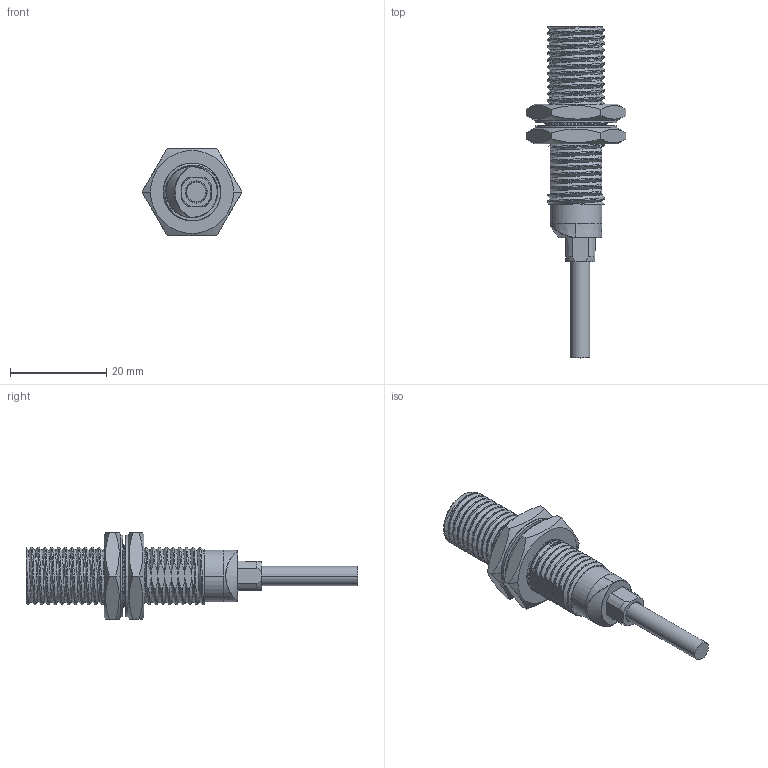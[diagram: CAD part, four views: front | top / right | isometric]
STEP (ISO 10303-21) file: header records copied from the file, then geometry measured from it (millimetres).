
FILE_DESCRIPTION((''),'2;1');
FILE_NAME('TLF12-04','2022-03-25T',('EDY'),(''),'CREO PARAMETRIC BY PTC INC, 2018070','CREO PARAMETRIC BY PTC INC, 2018070','');
FILE_SCHEMA(('CONFIG_CONTROL_DESIGN'));
Length unit declared in the file: millimetre
Products named in the file (1): TLF12-04
Bounding box: 20.78 x 69 x 18 mm (x, y, z)
Volume: 5930.4 mm3; surface area: 4936.8 mm2
Topology: 2 solids, 6 shells, 760 faces, 2084 edges, 1323 vertices
Faces by surface type: plane 505, cylinder 151, cone 48, bspline 41, torus 13, sphere 2
Entity records: 36109 total; most frequent: CARTESIAN_POINT 17497, ORIENTED_EDGE 4166, DIRECTION 3412, EDGE_CURVE 2083, VERTEX_POINT 1323, VECTOR 1308, LINE 1308, AXIS2_PLACEMENT_3D 1052
